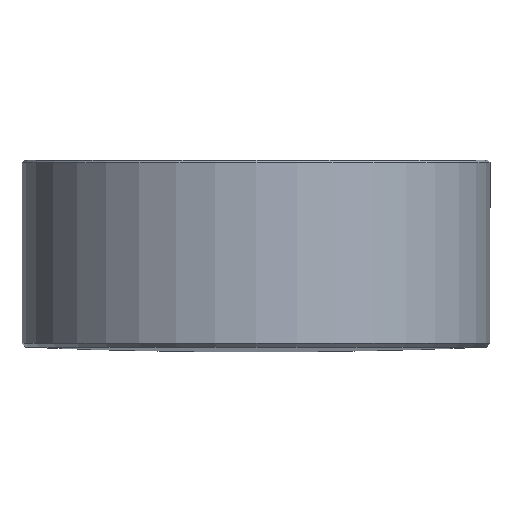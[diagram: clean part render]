
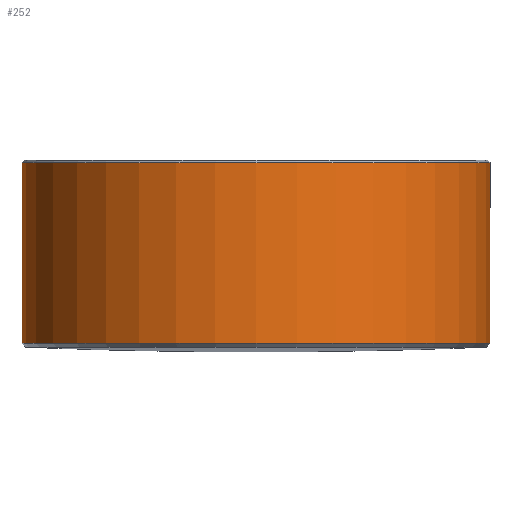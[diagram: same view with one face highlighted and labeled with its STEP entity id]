
A CAD part, left-side view. The second image highlights one B-rep face of the part: STEP entity #252.
In plain terms, the highlighted cylindrical face has radius 12.7 mm (diameter 25.4 mm), a partial arc.
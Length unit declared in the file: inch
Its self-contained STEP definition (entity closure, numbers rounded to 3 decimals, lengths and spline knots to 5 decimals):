
#15 = VERTEX_POINT ( 'NONE', #302 ) ;
#38 = CIRCLE ( 'NONE', #313, 0.5 ) ;
#49 = ORIENTED_EDGE ( 'NONE', *, *, #199, .F. ) ;
#63 = EDGE_LOOP ( 'NONE', ( #49, #134, #135, #97 ) ) ;
#68 = DIRECTION ( 'NONE',  ( 0., 0., 1. ) ) ;
#69 = AXIS2_PLACEMENT_3D ( 'NONE', #277, #155, #176 ) ;
#84 = LINE ( 'NONE', #249, #99 ) ;
#97 = ORIENTED_EDGE ( 'NONE', *, *, #234, .F. ) ;
#99 = VECTOR ( 'NONE', #271, 39.37008 ) ;
#104 = LINE ( 'NONE', #226, #124 ) ;
#124 = VECTOR ( 'NONE', #222, 39.37008 ) ;
#125 = DIRECTION ( 'NONE',  ( 0., -1., 0. ) ) ;
#134 = ORIENTED_EDGE ( 'NONE', *, *, #318, .T. ) ;
#135 = ORIENTED_EDGE ( 'NONE', *, *, #159, .T. ) ;
#152 = DIRECTION ( 'NONE',  ( 0., -1., 0. ) ) ;
#155 = DIRECTION ( 'NONE',  ( 0., 0., 1. ) ) ;
#159 = EDGE_CURVE ( 'NONE', #173, #185, #84, .T. ) ;
#166 = VERTEX_POINT ( 'NONE', #241 ) ;
#167 = DIRECTION ( 'NONE',  ( 0., 0., 1. ) ) ;
#173 = VERTEX_POINT ( 'NONE', #240 ) ;
#176 = DIRECTION ( 'NONE',  ( 0., -1., 0. ) ) ;
#183 = CARTESIAN_POINT ( 'NONE',  ( 0., 0., -0.05146 ) ) ;
#185 = VERTEX_POINT ( 'NONE', #246 ) ;
#199 = EDGE_CURVE ( 'NONE', #15, #166, #104, .T. ) ;
#212 = AXIS2_PLACEMENT_3D ( 'NONE', #183, #167, #125 ) ;
#222 = DIRECTION ( 'NONE',  ( 0., 0., 1. ) ) ;
#226 = CARTESIAN_POINT ( 'NONE',  ( 0., 0.5, -0.05146 ) ) ;
#234 = EDGE_CURVE ( 'NONE', #166, #185, #322, .T. ) ;
#240 = CARTESIAN_POINT ( 'NONE',  ( 0., -0.5, -0.19076 ) ) ;
#241 = CARTESIAN_POINT ( 'NONE',  ( 0., 0.5, 0.19554 ) ) ;
#245 = CARTESIAN_POINT ( 'NONE',  ( 0., 0., -0.19076 ) ) ;
#246 = CARTESIAN_POINT ( 'NONE',  ( 0., -0.5, 0.19554 ) ) ;
#249 = CARTESIAN_POINT ( 'NONE',  ( 0., -0.5, -0.05146 ) ) ;
#252 = ADVANCED_FACE ( 'NONE', ( #267 ), #299, .T. ) ;
#267 = FACE_OUTER_BOUND ( 'NONE', #63, .T. ) ;
#271 = DIRECTION ( 'NONE',  ( 0., 0., 1. ) ) ;
#277 = CARTESIAN_POINT ( 'NONE',  ( 0., 0., 0.19554 ) ) ;
#299 = CYLINDRICAL_SURFACE ( 'NONE', #212, 0.5 ) ;
#302 = CARTESIAN_POINT ( 'NONE',  ( 0., 0.5, -0.19076 ) ) ;
#313 = AXIS2_PLACEMENT_3D ( 'NONE', #245, #68, #152 ) ;
#318 = EDGE_CURVE ( 'NONE', #15, #173, #38, .T. ) ;
#322 = CIRCLE ( 'NONE', #69, 0.5 ) ;
